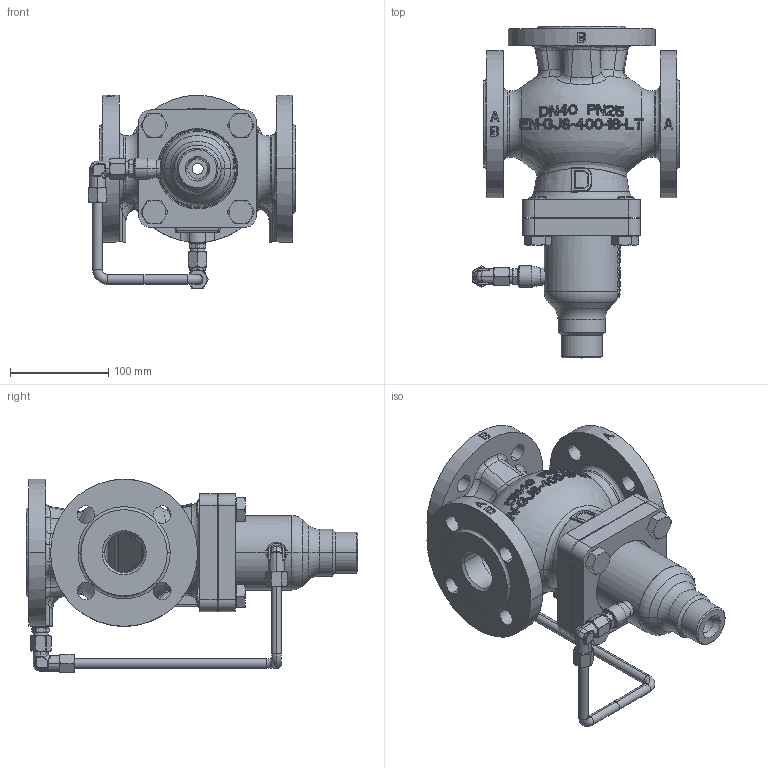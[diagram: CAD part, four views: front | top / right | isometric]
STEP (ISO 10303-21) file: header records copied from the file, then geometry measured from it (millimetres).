
FILE_DESCRIPTION((''),'2;1');
FILE_NAME('065B2600_ASM','2015-03-16T',('u317927'),('Danfoss'),'PRO/ENGINEER BY PARAMETRIC TECHNOLOGY CORPORATION, 2014000','PRO/ENGINEER BY PARAMETRIC TECHNOLOGY CORPORATION, 2014000','');
FILE_SCHEMA(('CONFIG_CONTROL_DESIGN'));
Products named in the file (8): 88615520_1; 88615590_1; 51840350_1; TESNILO_18X14_1; PRIKLJUCEK_1; CEV_VFG3_DN40_1; 065B2600_ASM_1_ASM; 065B2600_ASM
Assembly tree (12 placements, depth 3):
  065B2600_ASM
    065B2600_ASM_1_ASM
      88615520_1
      88615590_1
      51840350_1  x4
      TESNILO_18X14_1  x2
      PRIKLJUCEK_1  x2
      CEV_VFG3_DN40_1
Bounding box: 211.35 x 338.5 x 197.35 mm (x, y, z)
Volume: 2129742.2 mm3; surface area: 486820.8 mm2
Topology: 11 solids, 27 shells, 5139 faces, 12264 edges, 7227 vertices
Faces by surface type: bspline 2630, cylinder 1700, plane 393, torus 164, cone 123, extrusion 88, sphere 41
Entity records: 255876 total; most frequent: CARTESIAN_POINT 172004, ORIENTED_EDGE 22845, EDGE_CURVE 11470, B_SPLINE_CURVE_WITH_KNOTS 9049, DIRECTION 8549, VERTEX_POINT 6746, EDGE_LOOP 4973, FACE_OUTER_BOUND 4827
